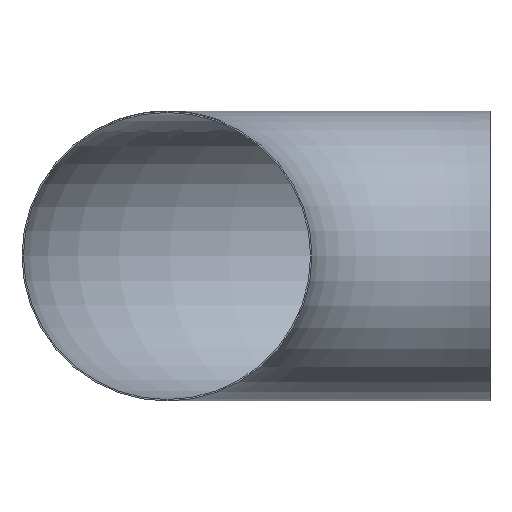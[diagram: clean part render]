
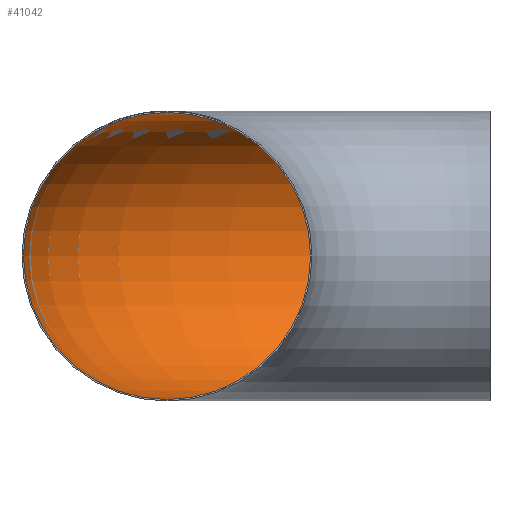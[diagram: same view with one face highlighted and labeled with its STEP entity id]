
A CAD part, front view. The second image highlights one B-rep face of the part: STEP entity #41042.
In plain terms, the highlighted toroidal (fillet/blend) face has major radius 900 mm and minor radius 400 mm.
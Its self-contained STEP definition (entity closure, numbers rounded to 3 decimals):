
#14 = CARTESIAN_POINT ( 'NONE',  ( 0., 1300., 0. ) ) ;
#99 = FACE_OUTER_BOUND ( 'NONE', #7326, .T. ) ;
#852 = AXIS2_PLACEMENT_3D ( 'NONE', #14361, #28119, #24954 ) ;
#1002 = DIRECTION ( 'NONE',  ( 0., 0., -1. ) ) ;
#2990 = TOROIDAL_SURFACE ( 'NONE', #28204, 900., 400. ) ;
#3609 = VERTEX_POINT ( 'NONE', #41492 ) ;
#7326 = EDGE_LOOP ( 'NONE', ( #10058 ) ) ;
#10058 = ORIENTED_EDGE ( 'NONE', *, *, #38626, .F. ) ;
#10468 = CARTESIAN_POINT ( 'NONE',  ( 0., 0., 0. ) ) ;
#14361 = CARTESIAN_POINT ( 'NONE',  ( -900., 0., 0. ) ) ;
#14707 = EDGE_LOOP ( 'NONE', ( #17408 ) ) ;
#16649 = CIRCLE ( 'NONE', #852, 400. ) ;
#17127 = VERTEX_POINT ( 'NONE', #14 ) ;
#17408 = ORIENTED_EDGE ( 'NONE', *, *, #20956, .T. ) ;
#20956 = EDGE_CURVE ( 'NONE', #17127, #17127, #30394, .T. ) ;
#22495 = AXIS2_PLACEMENT_3D ( 'NONE', #40137, #30629, #27244 ) ;
#24954 = DIRECTION ( 'NONE',  ( 0., 0., 1. ) ) ;
#27244 = DIRECTION ( 'NONE',  ( 0., 1., 0. ) ) ;
#28027 = FACE_OUTER_BOUND ( 'NONE', #14707, .T. ) ;
#28119 = DIRECTION ( 'NONE',  ( 0., 1., 0. ) ) ;
#28204 = AXIS2_PLACEMENT_3D ( 'NONE', #10468, #1002, #31198 ) ;
#30394 = CIRCLE ( 'NONE', #22495, 400. ) ;
#30629 = DIRECTION ( 'NONE',  ( 1., 0., 0. ) ) ;
#31198 = DIRECTION ( 'NONE',  ( -1., 0., 0. ) ) ;
#38626 = EDGE_CURVE ( 'NONE', #3609, #3609, #16649, .T. ) ;
#40137 = CARTESIAN_POINT ( 'NONE',  ( 0., 900., 0. ) ) ;
#41042 = ADVANCED_FACE ( 'NONE', ( #28027, #99 ), #2990, .F. ) ;
#41492 = CARTESIAN_POINT ( 'NONE',  ( -900., 0., 400. ) ) ;
